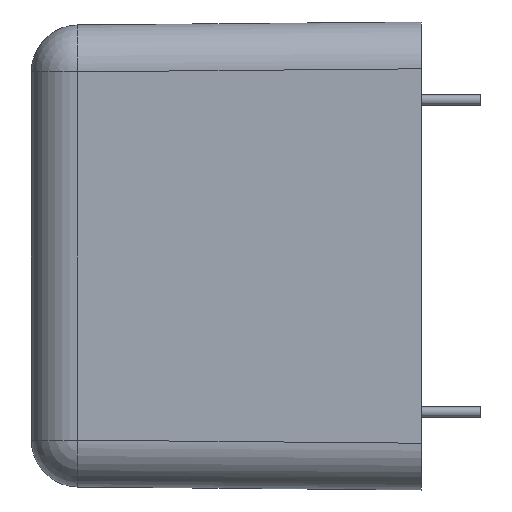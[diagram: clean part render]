
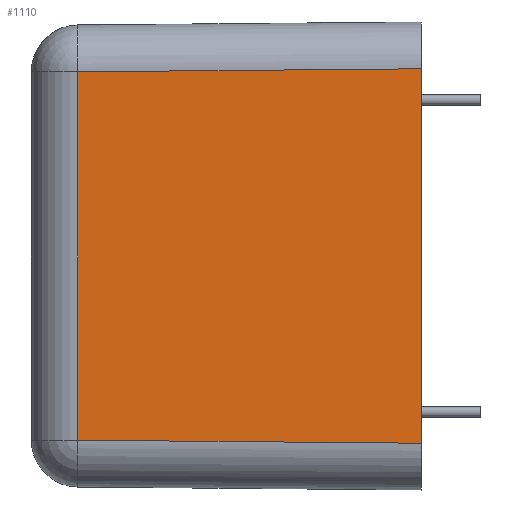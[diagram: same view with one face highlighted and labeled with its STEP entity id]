
A CAD part, left-side view. The second image highlights one B-rep face of the part: STEP entity #1110.
In plain terms, the highlighted planar face has unit normal (-1, 0.009, 0).
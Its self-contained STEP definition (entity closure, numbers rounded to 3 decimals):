
#7 = ORIENTED_EDGE ( 'NONE', *, *, #3087, .T. ) ;
#35 = CARTESIAN_POINT ( 'NONE',  ( -18., 0., -15. ) ) ;
#208 = CARTESIAN_POINT ( 'NONE',  ( -17.808, 22.026, -15. ) ) ;
#270 = LINE ( 'NONE', #1567, #2392 ) ;
#282 = VECTOR ( 'NONE', #1840, 1000. ) ;
#312 = EDGE_CURVE ( 'NONE', #1449, #3261, #270, .T. ) ;
#336 = VECTOR ( 'NONE', #1872, 1000. ) ;
#343 = CARTESIAN_POINT ( 'NONE',  ( -17.808, 22.026, -11.808 ) ) ;
#557 = CARTESIAN_POINT ( 'NONE',  ( -18., 0., -15. ) ) ;
#858 = CARTESIAN_POINT ( 'NONE',  ( -17.998, 0.236, 11.998 ) ) ;
#1050 = LINE ( 'NONE', #208, #282 ) ;
#1110 = ADVANCED_FACE ( 'NONE', ( #1630 ), #2155, .T. ) ;
#1269 = CARTESIAN_POINT ( 'NONE',  ( -17.808, 22.026, 11.808 ) ) ;
#1449 = VERTEX_POINT ( 'NONE', #343 ) ;
#1567 = CARTESIAN_POINT ( 'NONE',  ( -18., -0.026, -12. ) ) ;
#1600 = LINE ( 'NONE', #557, #336 ) ;
#1630 = FACE_OUTER_BOUND ( 'NONE', #1681, .T. ) ;
#1645 = CARTESIAN_POINT ( 'NONE',  ( -18., 0., 12. ) ) ;
#1681 = EDGE_LOOP ( 'NONE', ( #2992, #7, #1935, #1722 ) ) ;
#1722 = ORIENTED_EDGE ( 'NONE', *, *, #312, .T. ) ;
#1840 = DIRECTION ( 'NONE',  ( 0., 0., -1. ) ) ;
#1858 = VERTEX_POINT ( 'NONE', #1645 ) ;
#1872 = DIRECTION ( 'NONE',  ( 0., 0., 1. ) ) ;
#1882 = DIRECTION ( 'NONE',  ( 0.009, 1., -0.009 ) ) ;
#1935 = ORIENTED_EDGE ( 'NONE', *, *, #2585, .T. ) ;
#2133 = VERTEX_POINT ( 'NONE', #1269 ) ;
#2155 = PLANE ( 'NONE',  #2690 ) ;
#2392 = VECTOR ( 'NONE', #3051, 1000. ) ;
#2409 = DIRECTION ( 'NONE',  ( -1., 0.009, 0. ) ) ;
#2547 = CARTESIAN_POINT ( 'NONE',  ( -18., 0., -12. ) ) ;
#2585 = EDGE_CURVE ( 'NONE', #2133, #1449, #1050, .T. ) ;
#2685 = EDGE_CURVE ( 'NONE', #3261, #1858, #1600, .T. ) ;
#2690 = AXIS2_PLACEMENT_3D ( 'NONE', #35, #2409, #3226 ) ;
#2992 = ORIENTED_EDGE ( 'NONE', *, *, #2685, .T. ) ;
#3051 = DIRECTION ( 'NONE',  ( -0.009, -1., -0.009 ) ) ;
#3087 = EDGE_CURVE ( 'NONE', #1858, #2133, #3166, .T. ) ;
#3166 = LINE ( 'NONE', #858, #3216 ) ;
#3216 = VECTOR ( 'NONE', #1882, 1000. ) ;
#3226 = DIRECTION ( 'NONE',  ( -0.009, -1., 0. ) ) ;
#3261 = VERTEX_POINT ( 'NONE', #2547 ) ;
